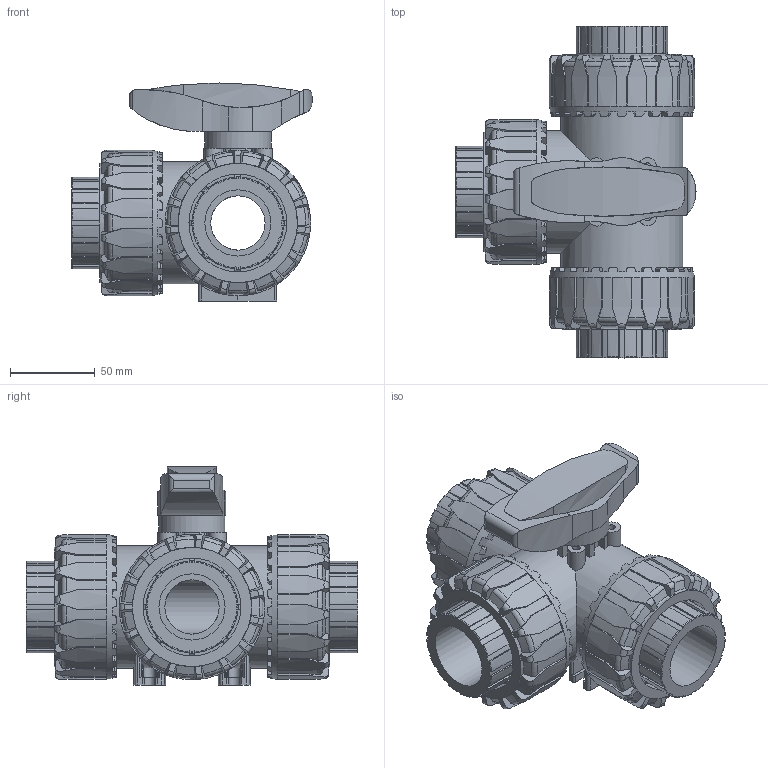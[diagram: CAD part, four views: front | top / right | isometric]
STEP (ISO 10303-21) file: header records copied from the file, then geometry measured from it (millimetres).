
FILE_DESCRIPTION(/* description */ (''),/* implementation_level */ '2;1');
FILE_NAME(/* name */ 'TKDFV114E.iam.stp',/* time_stamp */ '2013-10-01T10:27:53+02:00',/* author */ ('bfaro'),/* organization */ (''),/* preprocessor_version */ 'ST-DEVELOPER v15.2',/* originating_system */ 'Autodesk Inventor 2014',/* authorisation */ '');
FILE_SCHEMA (('AUTOMOTIVE_DESIGN { 1 0 10303 214 3 1 1 }'));
Length unit declared in the file: millimetre
Products named in the file (5): corpo valvola TKD 40; ENDFV114; 1MNC040; NTVKD040V; TKDFV114E
Bounding box: 141.51 x 195.61 x 128.52 mm (x, y, z)
Volume: 1002022.7 mm3; surface area: 200496.4 mm2
Topology: 8 solids, 8 shells, 1484 faces, 4315 edges, 2862 vertices
Faces by surface type: plane 923, cylinder 420, torus 93, cone 48
Full cylindrical faces by diameter (mm): 4.5 x4, 32 x5, 38.974 x1, 39 x3, 54 x3, 57.7 x3, 63.5 x3, 66.7 x3, 70.3 x3, 72 x2
Entity records: 22116 total; most frequent: CARTESIAN_POINT 5071, ORIENTED_EDGE 3640, DIRECTION 3617, EDGE_CURVE 1820, AXIS2_PLACEMENT_3D 1382, VERTEX_POINT 1220, LINE 853, VECTOR 853
